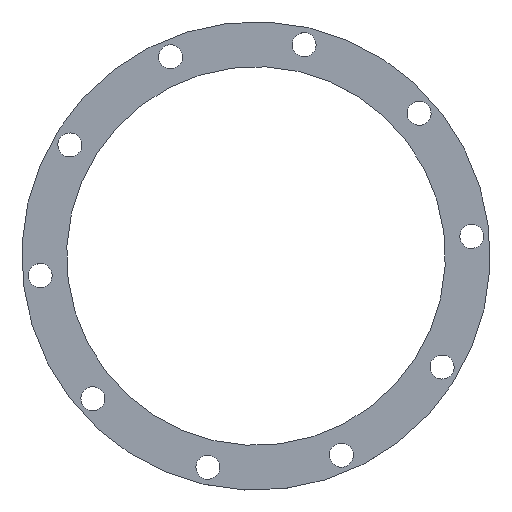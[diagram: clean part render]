
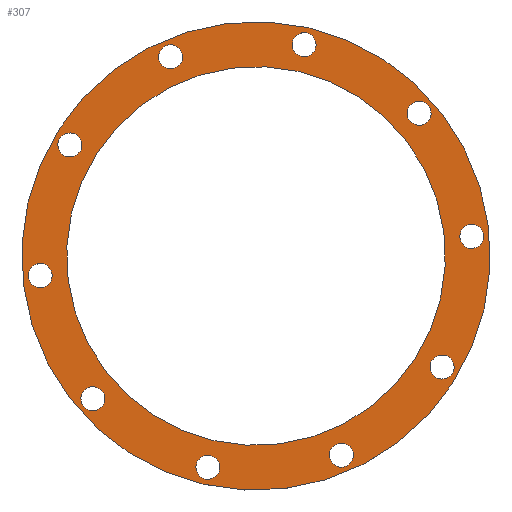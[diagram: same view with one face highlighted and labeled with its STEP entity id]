
A CAD part, top view. The second image highlights one B-rep face of the part: STEP entity #307.
In plain terms, the highlighted planar face has unit normal (0, 0, 1).
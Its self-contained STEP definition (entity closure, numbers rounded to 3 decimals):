
#34=FACE_BOUND('',#91,.T.);
#35=FACE_BOUND('',#92,.T.);
#36=FACE_BOUND('',#93,.T.);
#37=FACE_BOUND('',#94,.T.);
#38=FACE_BOUND('',#95,.T.);
#39=FACE_BOUND('',#96,.T.);
#40=FACE_BOUND('',#97,.T.);
#41=FACE_BOUND('',#98,.T.);
#42=FACE_BOUND('',#99,.T.);
#43=FACE_BOUND('',#100,.T.);
#44=FACE_BOUND('',#101,.T.);
#46=PLANE('',#353);
#64=FACE_OUTER_BOUND('',#90,.T.);
#90=EDGE_LOOP('',(#253));
#91=EDGE_LOOP('',(#254));
#92=EDGE_LOOP('',(#255));
#93=EDGE_LOOP('',(#256));
#94=EDGE_LOOP('',(#257));
#95=EDGE_LOOP('',(#258));
#96=EDGE_LOOP('',(#259));
#97=EDGE_LOOP('',(#260));
#98=EDGE_LOOP('',(#261));
#99=EDGE_LOOP('',(#262));
#100=EDGE_LOOP('',(#263));
#101=EDGE_LOOP('',(#264));
#139=CIRCLE('',#336,48.5);
#151=CIRCLE('',#350,3.075);
#152=CIRCLE('',#352,60.);
#153=CIRCLE('',#354,3.075);
#154=CIRCLE('',#355,3.075);
#155=CIRCLE('',#356,3.075);
#156=CIRCLE('',#357,3.075);
#157=CIRCLE('',#358,3.075);
#158=CIRCLE('',#359,3.075);
#159=CIRCLE('',#360,3.075);
#160=CIRCLE('',#361,3.075);
#161=CIRCLE('',#362,3.075);
#164=VERTEX_POINT('',#487);
#176=VERTEX_POINT('',#514);
#177=VERTEX_POINT('',#518);
#178=VERTEX_POINT('',#522);
#179=VERTEX_POINT('',#524);
#180=VERTEX_POINT('',#526);
#181=VERTEX_POINT('',#528);
#182=VERTEX_POINT('',#530);
#183=VERTEX_POINT('',#532);
#184=VERTEX_POINT('',#534);
#185=VERTEX_POINT('',#536);
#186=VERTEX_POINT('',#538);
#190=EDGE_CURVE('',#164,#164,#139,.T.);
#203=EDGE_CURVE('',#176,#176,#151,.T.);
#205=EDGE_CURVE('',#177,#177,#152,.T.);
#207=EDGE_CURVE('',#178,#178,#153,.T.);
#208=EDGE_CURVE('',#179,#179,#154,.T.);
#209=EDGE_CURVE('',#180,#180,#155,.T.);
#210=EDGE_CURVE('',#181,#181,#156,.T.);
#211=EDGE_CURVE('',#182,#182,#157,.T.);
#212=EDGE_CURVE('',#183,#183,#158,.T.);
#213=EDGE_CURVE('',#184,#184,#159,.T.);
#214=EDGE_CURVE('',#185,#185,#160,.T.);
#215=EDGE_CURVE('',#186,#186,#161,.T.);
#253=ORIENTED_EDGE('',*,*,#205,.T.);
#254=ORIENTED_EDGE('',*,*,#207,.T.);
#255=ORIENTED_EDGE('',*,*,#208,.T.);
#256=ORIENTED_EDGE('',*,*,#209,.T.);
#257=ORIENTED_EDGE('',*,*,#210,.T.);
#258=ORIENTED_EDGE('',*,*,#211,.T.);
#259=ORIENTED_EDGE('',*,*,#212,.T.);
#260=ORIENTED_EDGE('',*,*,#213,.T.);
#261=ORIENTED_EDGE('',*,*,#214,.T.);
#262=ORIENTED_EDGE('',*,*,#215,.T.);
#263=ORIENTED_EDGE('',*,*,#203,.T.);
#264=ORIENTED_EDGE('',*,*,#190,.T.);
#307=ADVANCED_FACE('',(#64,#34,#35,#36,#37,#38,#39,#40,#41,#42,#43,#44),
#46,.T.);
#336=AXIS2_PLACEMENT_3D('',#488,#388,#389);
#350=AXIS2_PLACEMENT_3D('',#515,#417,#418);
#352=AXIS2_PLACEMENT_3D('',#519,#422,#423);
#353=AXIS2_PLACEMENT_3D('',#521,#425,#426);
#354=AXIS2_PLACEMENT_3D('',#523,#427,#428);
#355=AXIS2_PLACEMENT_3D('',#525,#429,#430);
#356=AXIS2_PLACEMENT_3D('',#527,#431,#432);
#357=AXIS2_PLACEMENT_3D('',#529,#433,#434);
#358=AXIS2_PLACEMENT_3D('',#531,#435,#436);
#359=AXIS2_PLACEMENT_3D('',#533,#437,#438);
#360=AXIS2_PLACEMENT_3D('',#535,#439,#440);
#361=AXIS2_PLACEMENT_3D('',#537,#441,#442);
#362=AXIS2_PLACEMENT_3D('',#539,#443,#444);
#388=DIRECTION('center_axis',(0.,0.,-1.));
#389=DIRECTION('ref_axis',(1.,0.,0.));
#417=DIRECTION('center_axis',(0.,0.,-1.));
#418=DIRECTION('ref_axis',(1.,0.,0.));
#422=DIRECTION('center_axis',(0.,0.,1.));
#423=DIRECTION('ref_axis',(1.,0.,0.));
#425=DIRECTION('center_axis',(0.,0.,1.));
#426=DIRECTION('ref_axis',(1.,0.,0.));
#427=DIRECTION('center_axis',(0.,0.,-1.));
#428=DIRECTION('ref_axis',(0.809,-0.588,0.));
#429=DIRECTION('center_axis',(0.,0.,-1.));
#430=DIRECTION('ref_axis',(0.309,-0.951,0.));
#431=DIRECTION('center_axis',(0.,0.,-1.));
#432=DIRECTION('ref_axis',(-0.309,-0.951,0.));
#433=DIRECTION('center_axis',(0.,0.,-1.));
#434=DIRECTION('ref_axis',(-0.809,-0.588,0.));
#435=DIRECTION('center_axis',(0.,0.,-1.));
#436=DIRECTION('ref_axis',(-1.,0.,0.));
#437=DIRECTION('center_axis',(0.,0.,-1.));
#438=DIRECTION('ref_axis',(-0.809,0.588,0.));
#439=DIRECTION('center_axis',(0.,0.,-1.));
#440=DIRECTION('ref_axis',(-0.309,0.951,0.));
#441=DIRECTION('center_axis',(0.,0.,-1.));
#442=DIRECTION('ref_axis',(0.309,0.951,0.));
#443=DIRECTION('center_axis',(0.,0.,-1.));
#444=DIRECTION('ref_axis',(0.809,0.588,0.));
#487=CARTESIAN_POINT('',(-48.5,0.,1.5));
#488=CARTESIAN_POINT('Origin',(0.,0.,1.5));
#514=CARTESIAN_POINT('',(-3.075,55.5,1.5));
#515=CARTESIAN_POINT('Origin',(0.,55.5,1.5));
#518=CARTESIAN_POINT('',(-60.,0.,1.5));
#519=CARTESIAN_POINT('Origin',(0.,0.,1.5));
#521=CARTESIAN_POINT('Origin',(0.,0.,1.5));
#522=CARTESIAN_POINT('',(30.134,46.708,1.5));
#523=CARTESIAN_POINT('Origin',(32.622,44.9,1.5));
#524=CARTESIAN_POINT('',(51.833,20.075,1.5));
#525=CARTESIAN_POINT('Origin',(52.784,17.15,1.5));
#526=CARTESIAN_POINT('',(53.734,-14.226,1.5));
#527=CARTESIAN_POINT('Origin',(52.784,-17.15,1.5));
#528=CARTESIAN_POINT('',(35.11,-43.093,1.5));
#529=CARTESIAN_POINT('Origin',(32.622,-44.9,1.5));
#530=CARTESIAN_POINT('',(3.075,-55.5,1.5));
#531=CARTESIAN_POINT('Origin',(0.,-55.5,1.5));
#532=CARTESIAN_POINT('',(-30.134,-46.708,1.5));
#533=CARTESIAN_POINT('Origin',(-32.622,-44.9,1.5));
#534=CARTESIAN_POINT('',(-51.833,-20.075,1.5));
#535=CARTESIAN_POINT('Origin',(-52.784,-17.15,1.5));
#536=CARTESIAN_POINT('',(-53.734,14.226,1.5));
#537=CARTESIAN_POINT('Origin',(-52.784,17.15,1.5));
#538=CARTESIAN_POINT('',(-35.11,43.093,1.5));
#539=CARTESIAN_POINT('Origin',(-32.622,44.9,1.5));
